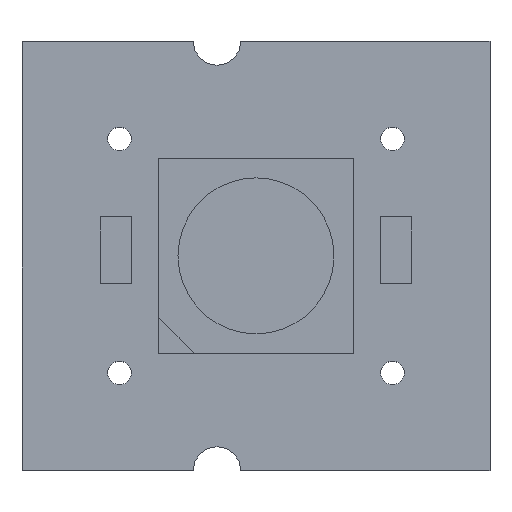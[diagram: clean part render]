
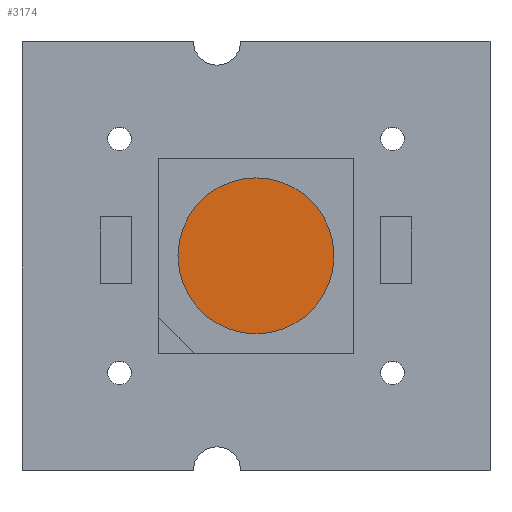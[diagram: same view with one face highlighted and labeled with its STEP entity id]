
A CAD part, top view. The second image highlights one B-rep face of the part: STEP entity #3174.
In plain terms, the highlighted planar face has unit normal (0, 0, 1).
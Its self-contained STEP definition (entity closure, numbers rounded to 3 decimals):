
#3083 = VERTEX_POINT('',#3084);
#3084 = CARTESIAN_POINT('',(2.,0.,0.31));
#3091 = CYLINDRICAL_SURFACE('',#3092,2.);
#3092 = AXIS2_PLACEMENT_3D('',#3093,#3094,#3095);
#3093 = CARTESIAN_POINT('',(0.,0.,0.));
#3094 = DIRECTION('',(0.,0.,-1.));
#3095 = DIRECTION('',(1.,0.,0.));
#3141 = EDGE_CURVE('',#3083,#3083,#3142,.T.);
#3142 = SURFACE_CURVE('',#3143,(#3148,#3154),.PCURVE_S1.);
#3143 = CIRCLE('',#3144,2.);
#3144 = AXIS2_PLACEMENT_3D('',#3145,#3146,#3147);
#3145 = CARTESIAN_POINT('',(0.,0.,0.31));
#3146 = DIRECTION('',(0.,0.,1.));
#3147 = DIRECTION('',(1.,0.,0.));
#3148 = PCURVE('',#3091,#3149);
#3149 = DEFINITIONAL_REPRESENTATION('',(#3150),#3153);
#3150 = B_SPLINE_CURVE_WITH_KNOTS('',1,(#3151,#3152),.UNSPECIFIED.,.F.,
  .F.,(2,2),(0.,6.283),.PIECEWISE_BEZIER_KNOTS.);
#3151 = CARTESIAN_POINT('',(6.283,-0.31));
#3152 = CARTESIAN_POINT('',(0.,-0.31));
#3153 = ( GEOMETRIC_REPRESENTATION_CONTEXT(2) 
PARAMETRIC_REPRESENTATION_CONTEXT() REPRESENTATION_CONTEXT('2D SPACE',''
  ) );
#3154 = PCURVE('',#3155,#3160);
#3155 = PLANE('',#3156);
#3156 = AXIS2_PLACEMENT_3D('',#3157,#3158,#3159);
#3157 = CARTESIAN_POINT('',(2.,0.,0.31));
#3158 = DIRECTION('',(0.,0.,-1.));
#3159 = DIRECTION('',(-1.,0.,0.));
#3160 = DEFINITIONAL_REPRESENTATION('',(#3161),#3169);
#3161 = ( BOUNDED_CURVE() B_SPLINE_CURVE(2,(#3162,#3163,#3164,#3165,
#3166,#3167,#3168),.UNSPECIFIED.,.F.,.F.) B_SPLINE_CURVE_WITH_KNOTS((1,2
    ,2,2,2,1),(-2.094,0.,2.094,4.189,
6.283,8.378),.UNSPECIFIED.) CURVE() 
GEOMETRIC_REPRESENTATION_ITEM() RATIONAL_B_SPLINE_CURVE((1.,0.5,1.,0.5,
1.,0.5,1.)) REPRESENTATION_ITEM('') );
#3162 = CARTESIAN_POINT('',(0.,0.));
#3163 = CARTESIAN_POINT('',(0.,3.464));
#3164 = CARTESIAN_POINT('',(3.,1.732));
#3165 = CARTESIAN_POINT('',(6.,0.));
#3166 = CARTESIAN_POINT('',(3.,-1.732));
#3167 = CARTESIAN_POINT('',(0.,-3.464));
#3168 = CARTESIAN_POINT('',(0.,0.));
#3169 = ( GEOMETRIC_REPRESENTATION_CONTEXT(2) 
PARAMETRIC_REPRESENTATION_CONTEXT() REPRESENTATION_CONTEXT('2D SPACE',''
  ) );
#3174 = ADVANCED_FACE('',(#3175),#3155,.F.);
#3175 = FACE_BOUND('',#3176,.T.);
#3176 = EDGE_LOOP('',(#3177));
#3177 = ORIENTED_EDGE('',*,*,#3141,.T.);
